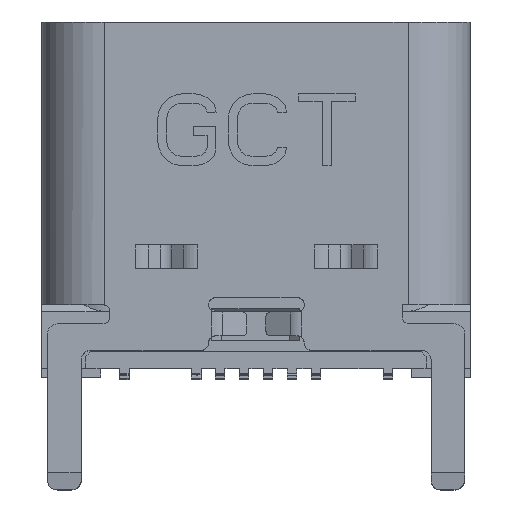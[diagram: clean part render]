
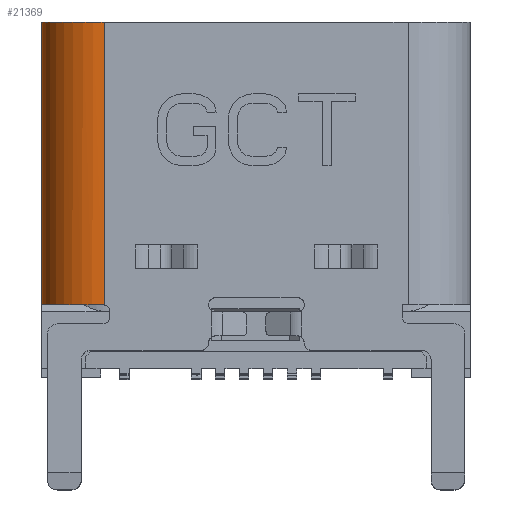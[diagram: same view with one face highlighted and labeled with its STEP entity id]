
A CAD part, top view. The second image highlights one B-rep face of the part: STEP entity #21369.
In plain terms, the highlighted cylindrical face has radius 1.3 mm (diameter 2.6 mm), a partial arc.
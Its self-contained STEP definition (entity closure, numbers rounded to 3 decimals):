
#168=CIRCLE('',#27729,1.3);
#197=CIRCLE('',#27806,1.3);
#492=B_SPLINE_CURVE_WITH_KNOTS('',3,(#35983,#35984,#35985,#35986),
 .UNSPECIFIED.,.F.,.F.,(4,4),(0.,0.),.UNSPECIFIED.);
#584=CYLINDRICAL_SURFACE('',#27805,1.3);
#1300=ORIENTED_EDGE('',*,*,#7603,.T.);
#1301=ORIENTED_EDGE('',*,*,#7604,.F.);
#1302=ORIENTED_EDGE('',*,*,#7605,.T.);
#1303=ORIENTED_EDGE('',*,*,#7482,.T.);
#1304=ORIENTED_EDGE('',*,*,#7486,.T.);
#7482=EDGE_CURVE('',#10657,#10656,#12722,.T.);
#7486=EDGE_CURVE('',#10656,#10659,#168,.T.);
#7603=EDGE_CURVE('',#10659,#10748,#492,.T.);
#7604=EDGE_CURVE('',#10749,#10748,#12794,.T.);
#7605=EDGE_CURVE('',#10749,#10657,#197,.T.);
#10656=VERTEX_POINT('',#35720);
#10657=VERTEX_POINT('',#35722);
#10659=VERTEX_POINT('',#35728);
#10748=VERTEX_POINT('',#35982);
#10749=VERTEX_POINT('',#35989);
#12722=LINE('',#35721,#15444);
#12794=LINE('',#35988,#15516);
#15444=VECTOR('',#29655,1000.);
#15516=VECTOR('',#29885,1000.);
#18013=EDGE_LOOP('',(#1300,#1301,#1302,#1303,#1304));
#19216=FACE_BOUND('',#18013,.T.);
#21369=ADVANCED_FACE('',(#19216),#584,.T.);
#27729=AXIS2_PLACEMENT_3D('',#35729,#29662,#29663);
#27805=AXIS2_PLACEMENT_3D('',#35987,#29883,#29884);
#27806=AXIS2_PLACEMENT_3D('',#35990,#29886,#29887);
#29655=DIRECTION('',(0.,1.,0.));
#29662=DIRECTION('',(0.,-1.,0.));
#29663=DIRECTION('',(0.,0.,-1.));
#29883=DIRECTION('',(0.,-1.,0.));
#29884=DIRECTION('',(0.,0.,-1.));
#29885=DIRECTION('',(0.,1.,0.));
#29886=DIRECTION('',(0.,1.,0.));
#29887=DIRECTION('',(0.,0.,-1.));
#35720=CARTESIAN_POINT('',(26.47,-8.75,-9.47));
#35721=CARTESIAN_POINT('',(26.47,-14.65,-9.47));
#35722=CARTESIAN_POINT('',(26.47,-14.65,-9.47));
#35728=CARTESIAN_POINT('',(25.2,-8.75,-8.17));
#35729=CARTESIAN_POINT('',(25.17,-8.75,-9.47));
#35982=CARTESIAN_POINT('',(25.17,-8.747,-8.17));
#35983=CARTESIAN_POINT('',(25.2,-8.75,-8.17));
#35984=CARTESIAN_POINT('',(25.19,-8.75,-8.17));
#35985=CARTESIAN_POINT('',(25.18,-8.749,-8.17));
#35986=CARTESIAN_POINT('',(25.17,-8.747,-8.17));
#35987=CARTESIAN_POINT('',(25.17,-14.65,-9.47));
#35988=CARTESIAN_POINT('',(25.17,-14.65,-8.17));
#35989=CARTESIAN_POINT('',(25.17,-14.65,-8.17));
#35990=CARTESIAN_POINT('',(25.17,-14.65,-9.47));
